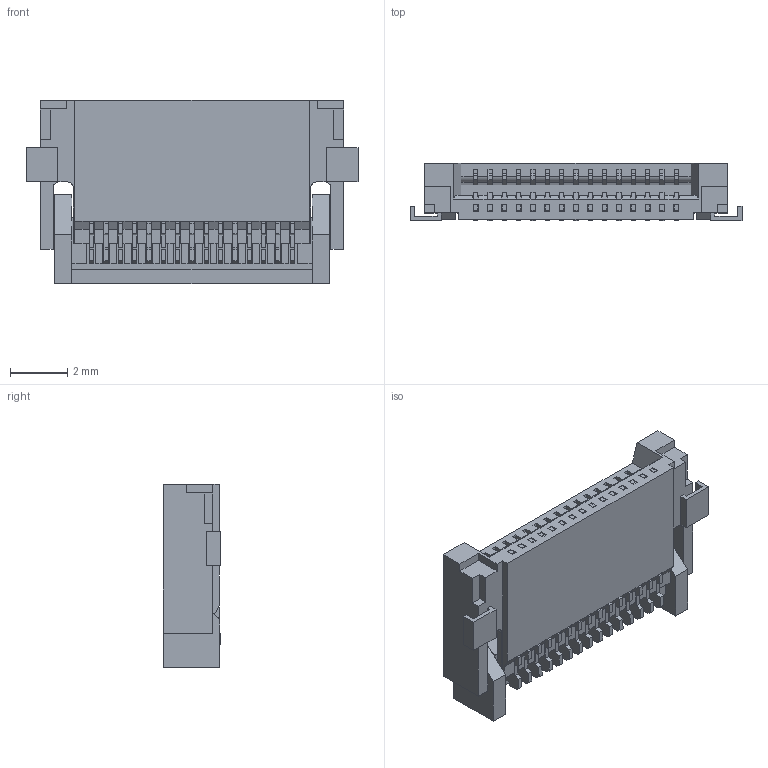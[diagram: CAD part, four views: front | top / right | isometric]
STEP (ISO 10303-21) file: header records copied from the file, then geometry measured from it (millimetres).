
FILE_DESCRIPTION (( 'STEP AP203' ), '1' );
FILE_NAME ('XF3M_1515_1B.step', '2016-01-11T07:23:34', ( 'OSMC1.0 ' ), ( ' ' ), 'SwSTEP 2.0', 'SolidWorks 2002025', '' );
FILE_SCHEMA (( 'CONFIG_CONTROL_DESIGN' ));
Length unit declared in the file: millimetre
Products named in the file (1): XF3M_1515_1B
Bounding box: 11.6 x 2 x 6.4 mm (x, y, z)
Volume: 85.9 mm3; surface area: 406.3 mm2
Topology: 1 solids, 1 shells, 1077 faces, 3039 edges, 1984 vertices
Faces by surface type: plane 1042, cylinder 35
Entity records: 34116 total; most frequent: CARTESIAN_POINT 6101, ORIENTED_EDGE 6078, DIRECTION 5265, EDGE_CURVE 3039, LINE 2969, VECTOR 2969, VERTEX_POINT 1984, AXIS2_PLACEMENT_3D 1148
